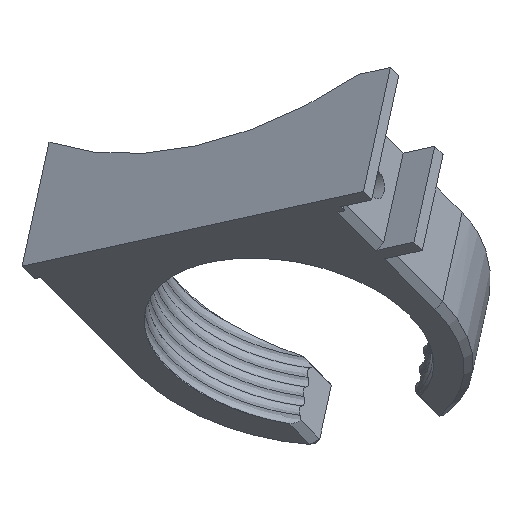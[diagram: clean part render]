
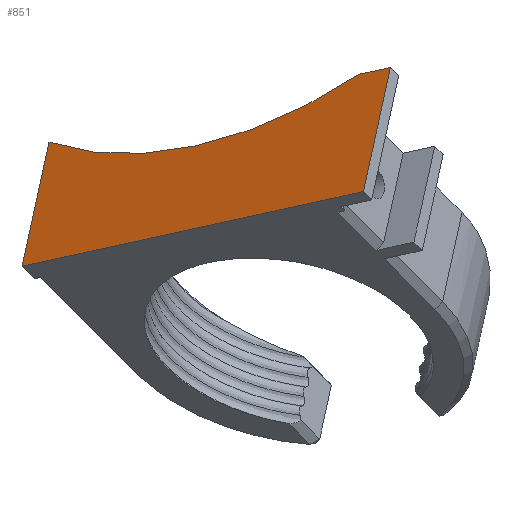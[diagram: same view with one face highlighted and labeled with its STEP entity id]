
A CAD part, top view. The second image highlights one B-rep face of the part: STEP entity #851.
In plain terms, the highlighted planar face has unit normal (-0.542, 0.542, 0.643).
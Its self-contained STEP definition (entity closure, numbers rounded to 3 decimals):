
#92=CIRCLE('',#920,53.325);
#112=FACE_OUTER_BOUND('',#164,.T.);
#164=EDGE_LOOP('',(#619,#620,#621,#622,#623));
#225=LINE('',#1174,#293);
#237=LINE('',#1245,#305);
#240=LINE('',#1250,#308);
#244=LINE('',#1261,#312);
#293=VECTOR('',#990,10.);
#305=VECTOR('',#1016,10.);
#308=VECTOR('',#1021,10.);
#312=VECTOR('',#1035,10.);
#356=VERTEX_POINT('',#1171);
#357=VERTEX_POINT('',#1173);
#370=VERTEX_POINT('',#1242);
#371=VERTEX_POINT('',#1244);
#374=VERTEX_POINT('',#1257);
#443=EDGE_CURVE('',#357,#356,#225,.F.);
#460=EDGE_CURVE('',#370,#371,#237,.T.);
#463=EDGE_CURVE('',#371,#356,#240,.T.);
#468=EDGE_CURVE('',#370,#374,#92,.T.);
#469=EDGE_CURVE('',#374,#357,#244,.T.);
#619=ORIENTED_EDGE('',*,*,#443,.T.);
#620=ORIENTED_EDGE('',*,*,#463,.F.);
#621=ORIENTED_EDGE('',*,*,#460,.F.);
#622=ORIENTED_EDGE('',*,*,#468,.T.);
#623=ORIENTED_EDGE('',*,*,#469,.T.);
#820=PLANE('',#921);
#851=ADVANCED_FACE('',(#112),#820,.T.);
#920=AXIS2_PLACEMENT_3D('',#1259,#1031,#1032);
#921=AXIS2_PLACEMENT_3D('',#1260,#1033,#1034);
#990=DIRECTION('',(-0.821,-0.179,-0.542));
#1016=DIRECTION('',(0.821,0.179,0.542));
#1021=DIRECTION('',(-0.179,-0.821,0.542));
#1031=DIRECTION('center_axis',(0.542,-0.542,-0.643));
#1032=DIRECTION('ref_axis',(-0.59,-0.79,0.168));
#1033=DIRECTION('center_axis',(-0.542,0.542,0.643));
#1034=DIRECTION('ref_axis',(-0.707,-0.707,0.));
#1035=DIRECTION('',(-0.179,-0.821,0.542));
#1171=CARTESIAN_POINT('',(-103.359,65.85,260.474));
#1173=CARTESIAN_POINT('',(-147.7,56.209,231.233));
#1174=CARTESIAN_POINT('',(-137.641,58.396,237.866));
#1242=CARTESIAN_POINT('',(-103.96,81.083,247.131));
#1244=CARTESIAN_POINT('',(-99.853,81.976,249.839));
#1245=CARTESIAN_POINT('',(-103.96,81.083,247.131));
#1250=CARTESIAN_POINT('',(-99.853,81.976,249.839));
#1257=CARTESIAN_POINT('',(-144.193,72.334,220.599));
#1259=CARTESIAN_POINT('Origin',(-115.616,115.616,208.207));
#1260=CARTESIAN_POINT('Origin',(-125.74,69.056,238.911));
#1261=CARTESIAN_POINT('',(-144.99,68.669,223.016));
